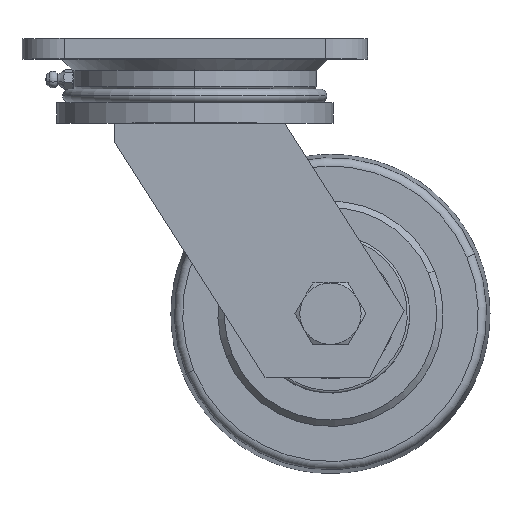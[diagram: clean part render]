
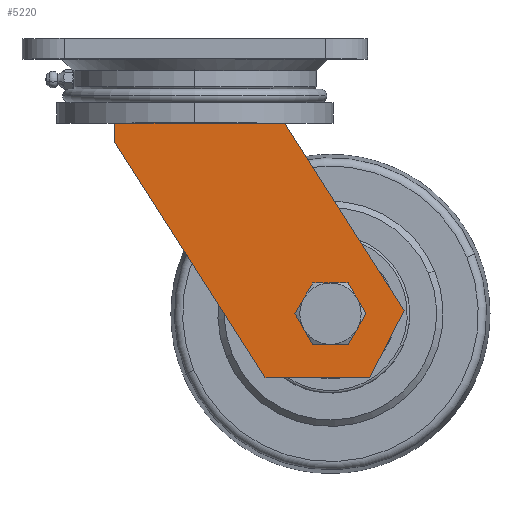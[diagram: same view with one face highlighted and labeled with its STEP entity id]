
A CAD part, top view. The second image highlights one B-rep face of the part: STEP entity #5220.
In plain terms, the highlighted planar face has unit normal (0, 0, 1).
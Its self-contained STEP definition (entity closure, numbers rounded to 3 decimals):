
#60 = DIRECTION ( 'NONE',  ( 0., 1., 0. ) ) ;
#388 = LINE ( 'NONE', #2278, #8180 ) ;
#522 = DIRECTION ( 'NONE',  ( 0., 0., 1. ) ) ;
#643 = DIRECTION ( 'NONE',  ( 0.538, -0.843, 0. ) ) ;
#677 = EDGE_LOOP ( 'NONE', ( #11824, #10562 ) ) ;
#1234 = EDGE_CURVE ( 'NONE', #9299, #7752, #11191, .T. ) ;
#1375 = ORIENTED_EDGE ( 'NONE', *, *, #10615, .T. ) ;
#1681 = EDGE_CURVE ( 'NONE', #12293, #6887, #5475, .T. ) ;
#2278 = CARTESIAN_POINT ( 'NONE',  ( -31.259, -33., 43. ) ) ;
#2452 = PLANE ( 'NONE',  #9598 ) ;
#2764 = VERTEX_POINT ( 'NONE', #8672 ) ;
#3040 = AXIS2_PLACEMENT_3D ( 'NONE', #13363, #522, #643 ) ;
#3420 = DIRECTION ( 'NONE',  ( 0., 0., 1. ) ) ;
#3753 = FACE_BOUND ( 'NONE', #677, .T. ) ;
#4137 = EDGE_CURVE ( 'NONE', #5174, #8087, #6730, .T. ) ;
#4139 = EDGE_LOOP ( 'NONE', ( #12006, #5422, #11004, #9237, #1375, #5772 ) ) ;
#4451 = DIRECTION ( 'NONE',  ( -0.538, 0.843, 0. ) ) ;
#4505 = DIRECTION ( 'NONE',  ( 0.538, -0.843, 0. ) ) ;
#4531 = DIRECTION ( 'NONE',  ( -1., 0., 0. ) ) ;
#4597 = DIRECTION ( 'NONE',  ( 1., 0., 0. ) ) ;
#5174 = VERTEX_POINT ( 'NONE', #10998 ) ;
#5220 = ADVANCED_FACE ( 'NONE', ( #8019, #3753 ), #2452, .T. ) ;
#5316 = LINE ( 'NONE', #8737, #12532 ) ;
#5422 = ORIENTED_EDGE ( 'NONE', *, *, #9716, .T. ) ;
#5475 = LINE ( 'NONE', #12840, #6329 ) ;
#5702 = DIRECTION ( 'NONE',  ( 0.538, -0.843, 0. ) ) ;
#5772 = ORIENTED_EDGE ( 'NONE', *, *, #1234, .T. ) ;
#5792 = CARTESIAN_POINT ( 'NONE',  ( 68.355, -132.5, 43. ) ) ;
#5959 = EDGE_CURVE ( 'NONE', #2764, #12293, #9415, .T. ) ;
#6329 = VECTOR ( 'NONE', #10623, 1000. ) ;
#6730 = CIRCLE ( 'NONE', #3040, 8.25 ) ;
#6887 = VERTEX_POINT ( 'NONE', #13096 ) ;
#7077 = DIRECTION ( 'NONE',  ( 0., 0., 1. ) ) ;
#7167 = CARTESIAN_POINT ( 'NONE',  ( -31.259, -33., 43. ) ) ;
#7488 = CIRCLE ( 'NONE', #8262, 8.25 ) ;
#7752 = VERTEX_POINT ( 'NONE', #7167 ) ;
#7760 = VERTEX_POINT ( 'NONE', #12428 ) ;
#7798 = CARTESIAN_POINT ( 'NONE',  ( 57.435, -114.457, 43. ) ) ;
#7830 = CARTESIAN_POINT ( 'NONE',  ( 53., -107.5, 43. ) ) ;
#7876 = VECTOR ( 'NONE', #4531, 1000. ) ;
#8019 = FACE_OUTER_BOUND ( 'NONE', #4139, .T. ) ;
#8085 = VECTOR ( 'NONE', #4505, 1000. ) ;
#8087 = VERTEX_POINT ( 'NONE', #7798 ) ;
#8180 = VECTOR ( 'NONE', #60, 1000. ) ;
#8262 = AXIS2_PLACEMENT_3D ( 'NONE', #7830, #3420, #5702 ) ;
#8270 = EDGE_CURVE ( 'NONE', #8087, #5174, #7488, .T. ) ;
#8672 = CARTESIAN_POINT ( 'NONE',  ( 27.43, -132.5, 43. ) ) ;
#8737 = CARTESIAN_POINT ( 'NONE',  ( 35.153, -33., 43. ) ) ;
#9037 = DIRECTION ( 'NONE',  ( 0.538, -0.843, 0. ) ) ;
#9237 = ORIENTED_EDGE ( 'NONE', *, *, #1681, .T. ) ;
#9299 = VERTEX_POINT ( 'NONE', #13120 ) ;
#9415 = LINE ( 'NONE', #5792, #11586 ) ;
#9560 = LINE ( 'NONE', #13013, #8085 ) ;
#9598 = AXIS2_PLACEMENT_3D ( 'NONE', #13456, #7077, #9037 ) ;
#9716 = EDGE_CURVE ( 'NONE', #7760, #2764, #9560, .T. ) ;
#10086 = CARTESIAN_POINT ( 'NONE',  ( -36.003, -33., 43. ) ) ;
#10562 = ORIENTED_EDGE ( 'NONE', *, *, #8270, .F. ) ;
#10598 = EDGE_CURVE ( 'NONE', #7760, #7752, #388, .T. ) ;
#10615 = EDGE_CURVE ( 'NONE', #6887, #9299, #5316, .T. ) ;
#10623 = DIRECTION ( 'NONE',  ( 0.454, 0.891, 0. ) ) ;
#10998 = CARTESIAN_POINT ( 'NONE',  ( 48.565, -100.543, 43. ) ) ;
#11004 = ORIENTED_EDGE ( 'NONE', *, *, #5959, .T. ) ;
#11191 = LINE ( 'NONE', #10086, #7876 ) ;
#11586 = VECTOR ( 'NONE', #4597, 1000. ) ;
#11824 = ORIENTED_EDGE ( 'NONE', *, *, #4137, .F. ) ;
#12006 = ORIENTED_EDGE ( 'NONE', *, *, #10598, .F. ) ;
#12293 = VERTEX_POINT ( 'NONE', #13512 ) ;
#12428 = CARTESIAN_POINT ( 'NONE',  ( -31.259, -40.441, 43. ) ) ;
#12532 = VECTOR ( 'NONE', #4451, 1000. ) ;
#12840 = CARTESIAN_POINT ( 'NONE',  ( 81.787, -106.148, 43. ) ) ;
#13013 = CARTESIAN_POINT ( 'NONE',  ( 27.43, -132.5, 43. ) ) ;
#13096 = CARTESIAN_POINT ( 'NONE',  ( 81.787, -106.148, 43. ) ) ;
#13120 = CARTESIAN_POINT ( 'NONE',  ( 35.153, -33., 43. ) ) ;
#13363 = CARTESIAN_POINT ( 'NONE',  ( 53., -107.5, 43. ) ) ;
#13456 = CARTESIAN_POINT ( 'NONE',  ( 50.173, -168.174, 43. ) ) ;
#13512 = CARTESIAN_POINT ( 'NONE',  ( 68.355, -132.5, 43. ) ) ;
